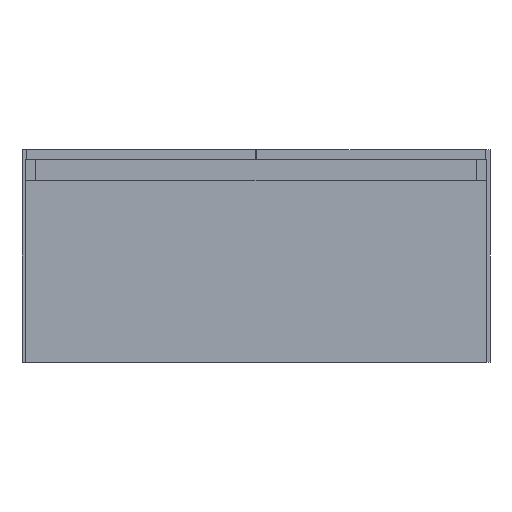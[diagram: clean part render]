
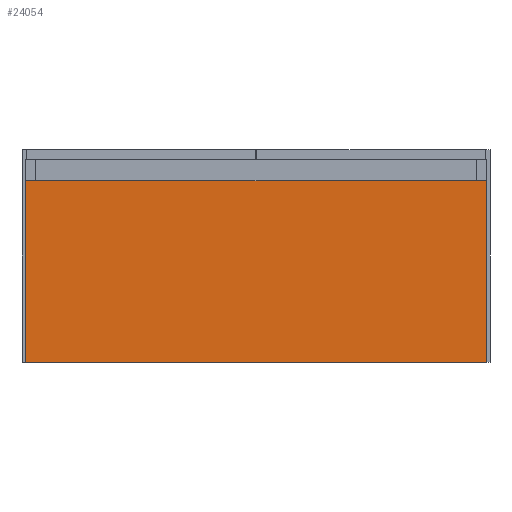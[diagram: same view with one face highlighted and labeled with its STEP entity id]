
A CAD part, front view. The second image highlights one B-rep face of the part: STEP entity #24054.
In plain terms, the highlighted planar face has unit normal (0, -1, 0).
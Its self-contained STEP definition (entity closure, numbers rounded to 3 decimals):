
#910 = LINE ( 'NONE', #35149, #31019 ) ;
#2357 = DIRECTION ( 'NONE',  ( 0., -1., 0. ) ) ;
#5005 = ORIENTED_EDGE ( 'NONE', *, *, #46620, .T. ) ;
#5238 = DIRECTION ( 'NONE',  ( 0., 0., -1. ) ) ;
#6793 = VECTOR ( 'NONE', #5238, 1000. ) ;
#7859 = VERTEX_POINT ( 'NONE', #32813 ) ;
#8186 = CARTESIAN_POINT ( 'NONE',  ( 369., -490.1, 0. ) ) ;
#9266 = DIRECTION ( 'NONE',  ( 0., 0., -1. ) ) ;
#9357 = EDGE_CURVE ( 'NONE', #62579, #20373, #40091, .T. ) ;
#10388 = LINE ( 'NONE', #27328, #50195 ) ;
#11949 = CARTESIAN_POINT ( 'NONE',  ( -369., -490.1, 0. ) ) ;
#13199 = ORIENTED_EDGE ( 'NONE', *, *, #61838, .T. ) ;
#13256 = EDGE_LOOP ( 'NONE', ( #51072, #13199, #5005, #51340 ) ) ;
#15515 = LINE ( 'NONE', #20221, #22030 ) ;
#18500 = CARTESIAN_POINT ( 'NONE',  ( 369., -490.1, 1085.844 ) ) ;
#20221 = CARTESIAN_POINT ( 'NONE',  ( 369., -490.1, 0. ) ) ;
#20373 = VERTEX_POINT ( 'NONE', #8186 ) ;
#20442 = FACE_OUTER_BOUND ( 'NONE', #13256, .T. ) ;
#22030 = VECTOR ( 'NONE', #36130, 1000. ) ;
#22590 = DIRECTION ( 'NONE',  ( 1., 0., 0. ) ) ;
#24054 = ADVANCED_FACE ( 'NONE', ( #20442 ), #49594, .T. ) ;
#26946 = AXIS2_PLACEMENT_3D ( 'NONE', #18500, #2357, #22590 ) ;
#27328 = CARTESIAN_POINT ( 'NONE',  ( 369., -490.1, 291.1 ) ) ;
#31019 = VECTOR ( 'NONE', #9266, 1000. ) ;
#32813 = CARTESIAN_POINT ( 'NONE',  ( -369., -490.1, 291.1 ) ) ;
#35149 = CARTESIAN_POINT ( 'NONE',  ( -369., -490.1, 1085.844 ) ) ;
#36130 = DIRECTION ( 'NONE',  ( -1., 0., 0. ) ) ;
#37335 = DIRECTION ( 'NONE',  ( -1., 0., 0. ) ) ;
#39155 = VERTEX_POINT ( 'NONE', #11949 ) ;
#40091 = LINE ( 'NONE', #46781, #6793 ) ;
#43894 = CARTESIAN_POINT ( 'NONE',  ( 369., -490.1, 291.1 ) ) ;
#46620 = EDGE_CURVE ( 'NONE', #7859, #39155, #910, .T. ) ;
#46781 = CARTESIAN_POINT ( 'NONE',  ( 369., -490.1, 1085.844 ) ) ;
#49594 = PLANE ( 'NONE',  #26946 ) ;
#50195 = VECTOR ( 'NONE', #37335, 1000. ) ;
#51072 = ORIENTED_EDGE ( 'NONE', *, *, #9357, .F. ) ;
#51340 = ORIENTED_EDGE ( 'NONE', *, *, #51938, .F. ) ;
#51938 = EDGE_CURVE ( 'NONE', #20373, #39155, #15515, .T. ) ;
#61838 = EDGE_CURVE ( 'NONE', #62579, #7859, #10388, .T. ) ;
#62579 = VERTEX_POINT ( 'NONE', #43894 ) ;
